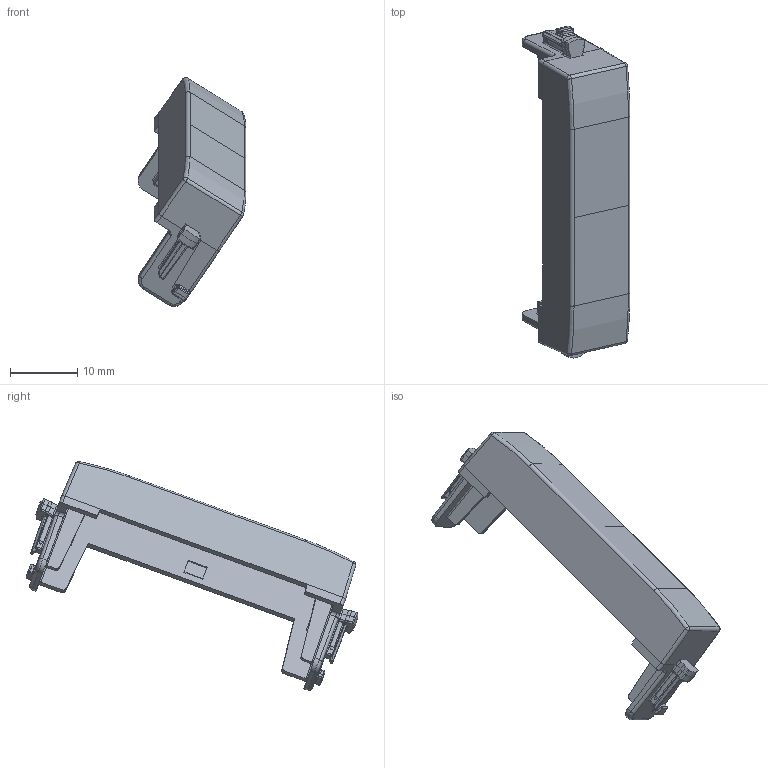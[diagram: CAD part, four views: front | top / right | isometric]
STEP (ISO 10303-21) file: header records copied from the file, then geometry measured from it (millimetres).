
FILE_DESCRIPTION(('CATIA V5 STEP Exchange'),'2;1');
FILE_NAME('441013R.stp','2024-03-06T11:04:18+00:00',('none'),('none'),'CATIA Version 5-6 Release 2016 SP6','CATIA V5 STEP AP203','none');
FILE_SCHEMA(('CONFIG_CONTROL_DESIGN'));
Length unit declared in the file: millimetre
Products named in the file (1): 441013R
Assembly tree (1 placements, depth 2):
  441013R
    #57
Bounding box: 16.04 x 49.35 x 34.03 mm (x, y, z)
Volume: 1773.9 mm3; surface area: 3323.7 mm2
Topology: 1 solids, 1 shells, 850 faces, 2215 edges, 1369 vertices
Faces by surface type: plane 502, cylinder 204, bspline 54, sphere 38, extrusion 24, cone 20, revolution 4, torus 4
Entity records: 29469 total; most frequent: CARTESIAN_POINT 10733, ORIENTED_EDGE 4342, DIRECTION 2935, EDGE_CURVE 2171, VECTOR 1482, LINE 1458, VERTEX_POINT 1369, EDGE_LOOP 896
